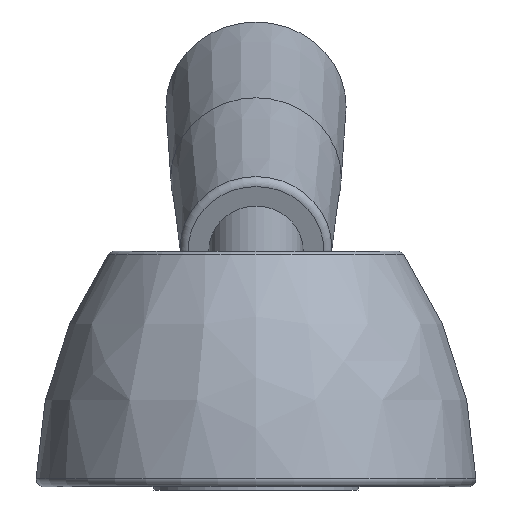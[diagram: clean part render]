
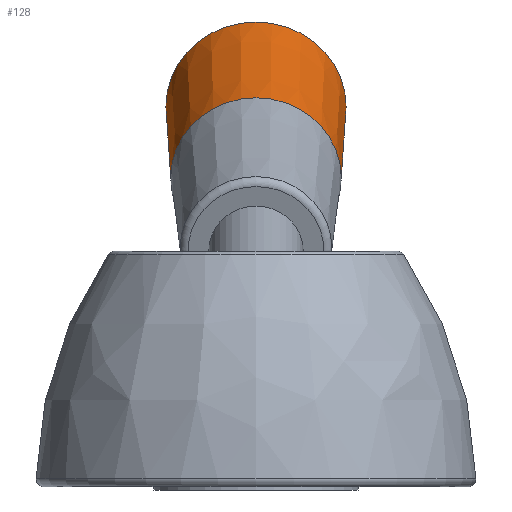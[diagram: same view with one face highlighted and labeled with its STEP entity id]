
A CAD part, left-side view. The second image highlights one B-rep face of the part: STEP entity #128.
In plain terms, the highlighted conical face has half-angle 1.33 degrees and reference radius 10.85 mm.
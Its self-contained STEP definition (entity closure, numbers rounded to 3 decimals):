
#128 = ADVANCED_FACE( '', ( #323, #324 ), #325, .T. );
#323 = FACE_OUTER_BOUND( '', #632, .T. );
#324 = FACE_BOUND( '', #633, .T. );
#325 = CONICAL_SURFACE( '', #634, 10.85, 0.023 );
#632 = EDGE_LOOP( '', ( #1478 ) );
#633 = EDGE_LOOP( '', ( #1479 ) );
#634 = AXIS2_PLACEMENT_3D( '', #1480, #1481, #1482 );
#1478 = ORIENTED_EDGE( '', *, *, #1998, .T. );
#1479 = ORIENTED_EDGE( '', *, *, #1973, .T. );
#1480 = CARTESIAN_POINT( '', ( 98.713, 0., 39.326 ) );
#1481 = DIRECTION( '', ( 0.94, 0., 0.342 ) );
#1482 = DIRECTION( '', ( 0., 1., 0. ) );
#1973 = EDGE_CURVE( '', #2198, #2198, #2199, .T. );
#1998 = EDGE_CURVE( '', #2239, #2239, #2240, .T. );
#2198 = VERTEX_POINT( '', #2550 );
#2199 = CIRCLE( '', #2551, 10.85 );
#2239 = VERTEX_POINT( '', #2594 );
#2240 = CIRCLE( '', #2595, 11.465 );
#2550 = CARTESIAN_POINT( '', ( 98.713, 10.85, 39.326 ) );
#2551 = AXIS2_PLACEMENT_3D( '', #3304, #3305, #3306 );
#2594 = CARTESIAN_POINT( '', ( 123.615, -11.465, 48.39 ) );
#2595 = AXIS2_PLACEMENT_3D( '', #3346, #3347, #3348 );
#3304 = CARTESIAN_POINT( '', ( 98.713, 0., 39.326 ) );
#3305 = DIRECTION( '', ( 0.94, 0., 0.342 ) );
#3306 = DIRECTION( '', ( 0., 1., 0. ) );
#3346 = CARTESIAN_POINT( '', ( 123.615, 0., 48.39 ) );
#3347 = DIRECTION( '', ( -0.94, 0., -0.342 ) );
#3348 = DIRECTION( '', ( 0., -1., 0. ) );
